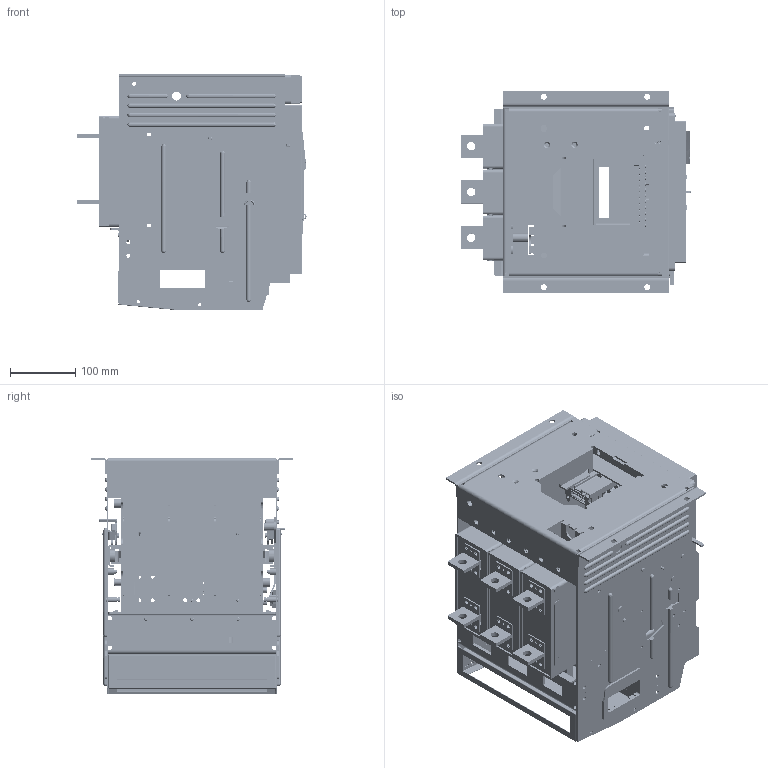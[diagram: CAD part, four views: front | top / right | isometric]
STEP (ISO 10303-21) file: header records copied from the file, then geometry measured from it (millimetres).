
FILE_DESCRIPTION((''),'2;1');
FILE_NAME('NA1-1000-630A-3-CHOUTI','2020-05-06T10:21:10',('fansz'),(''),'CREO PARAMETRIC BY PTC INC, 2018020','CREO PARAMETRIC BY PTC INC, 2018020','');
FILE_SCHEMA(('CONFIG_CONTROL_DESIGN'));
Products named in the file (1): NA1-1000-630A-3-CHOUTI
Bounding box: 350.5 x 309 x 361.31 mm (x, y, z)
Volume: 3262791.9 mm3; surface area: 1920295.2 mm2
Topology: 1 solids, 69 shells, 9170 faces, 26513 edges, 17477 vertices
Faces by surface type: plane 5976, cylinder 2637, cone 226, bspline 166, sphere 95, extrusion 36, torus 34
Entity records: 311522 total; most frequent: CARTESIAN_POINT 65838, ORIENTED_EDGE 52790, DIRECTION 49622, EDGE_CURVE 26395, VECTOR 18658, LINE 18622, VERTEX_POINT 17476, AXIS2_PLACEMENT_3D 15482
